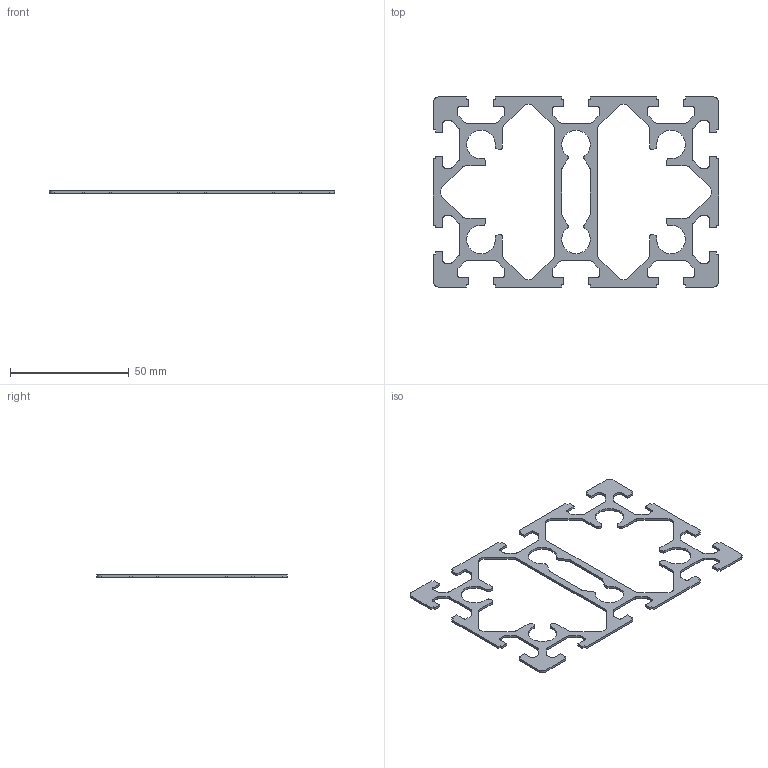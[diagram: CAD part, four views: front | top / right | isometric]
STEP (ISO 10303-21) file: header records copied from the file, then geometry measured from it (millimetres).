
FILE_DESCRIPTION(/* description */ ('Profilo 80x120 base'),/* implementation_level */ '2;1');
FILE_NAME(/* name */ 'PG80120.stp',/* time_stamp */ '2022-07-12T12:03:48+02:00',/* author */ (''),/* organization */ (''),/* preprocessor_version */ 'ST-DEVELOPER v18.1',/* originating_system */ 'Autodesk Inventor 2021',/* authorisation */ '');
FILE_SCHEMA (('AUTOMOTIVE_DESIGN { 1 0 10303 214 3 1 1 }'));
Length unit declared in the file: millimetre
Products named in the file (1): PG80120
Bounding box: 120 x 80 x 1 mm (x, y, z)
Volume: 2907.4 mm3; surface area: 7207.2 mm2
Topology: 1 solids, 1 shells, 294 faces, 876 edges, 584 vertices
Faces by surface type: plane 182, cylinder 112
Entity records: 9946 total; most frequent: CARTESIAN_POINT 1755, ORIENTED_EDGE 1752, DIRECTION 1690, EDGE_CURVE 876, LINE 652, VECTOR 652, VERTEX_POINT 584, AXIS2_PLACEMENT_3D 519
